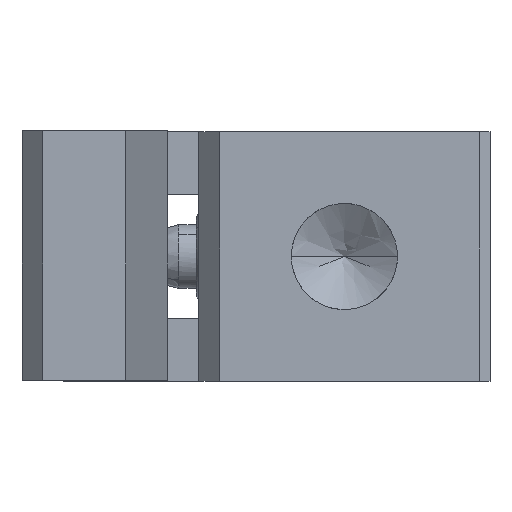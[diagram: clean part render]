
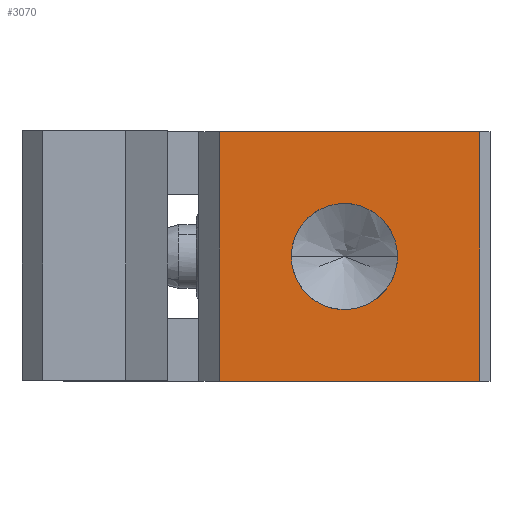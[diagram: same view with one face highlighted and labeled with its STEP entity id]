
A CAD part, left-side view. The second image highlights one B-rep face of the part: STEP entity #3070.
In plain terms, the highlighted free-form (B-spline) face has degree [1, 1] with [2, 2] control points.
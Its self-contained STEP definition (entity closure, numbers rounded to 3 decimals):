
#126 = FACE_OUTER_BOUND ( 'NONE', #6538, .T. ) ;
#233 = EDGE_CURVE ( 'NONE', #5572, #3472, #5536, .T. ) ;
#255 = CARTESIAN_POINT ( 'NONE',  ( -5., 6.5, -6. ) ) ;
#270 = ORIENTED_EDGE ( 'NONE', *, *, #2028, .F. ) ;
#351 = CARTESIAN_POINT ( 'NONE',  ( -5., 6.5, -6. ) ) ;
#623 = CARTESIAN_POINT ( 'NONE',  ( -5., 19., 6. ) ) ;
#712 = ORIENTED_EDGE ( 'NONE', *, *, #1913, .F. ) ;
#934 = B_SPLINE_CURVE_WITH_KNOTS ( 'NONE', 1,
 ( #3707, #4684 ),
 .UNSPECIFIED., .F., .F.,
 ( 2, 2 ),
 ( 0., 1. ),
 .UNSPECIFIED. ) ;
#1144 = FACE_BOUND ( 'NONE', #1668, .T. ) ;
#1293 = VERTEX_POINT ( 'NONE', #2975 ) ;
#1497 = CARTESIAN_POINT ( 'NONE',  ( -5., 10.447, 0. ) ) ;
#1592 = CARTESIAN_POINT ( 'NONE',  ( -5., 6.5, -6. ) ) ;
#1668 = EDGE_LOOP ( 'NONE', ( #712, #3139 ) ) ;
#1831 =( BOUNDED_CURVE ( )  B_SPLINE_CURVE ( 3, ( #1497, #5191, #3618, #6221 ),
 .UNSPECIFIED., .F., .T. ) 
 B_SPLINE_CURVE_WITH_KNOTS ( ( 4, 4 ),
 ( -3.142, 0. ),
 .UNSPECIFIED. ) 
 CURVE ( )  GEOMETRIC_REPRESENTATION_ITEM ( )  RATIONAL_B_SPLINE_CURVE ( ( 1., 0.333, 0.333, 1. ) ) 
 REPRESENTATION_ITEM ( '' )  );
#1877 = VERTEX_POINT ( 'NONE', #2022 ) ;
#1913 = EDGE_CURVE ( 'NONE', #3111, #1293, #1831, .T. ) ;
#1945 = CARTESIAN_POINT ( 'NONE',  ( -5., 13., -2.553 ) ) ;
#2022 = CARTESIAN_POINT ( 'NONE',  ( -5., 19., -6. ) ) ;
#2028 = EDGE_CURVE ( 'NONE', #3472, #1877, #5113, .T. ) ;
#2306 = EDGE_CURVE ( 'NONE', #5871, #5572, #5554, .T. ) ;
#2695 = EDGE_CURVE ( 'NONE', #1877, #5871, #934, .T. ) ;
#2798 = CARTESIAN_POINT ( 'NONE',  ( -5., 10.447, 0. ) ) ;
#2975 = CARTESIAN_POINT ( 'NONE',  ( -5., 15.553, 0. ) ) ;
#3070 = ADVANCED_FACE ( 'NONE', ( #1144, #126 ), #3885, .F. ) ;
#3111 = VERTEX_POINT ( 'NONE', #2798 ) ;
#3139 = ORIENTED_EDGE ( 'NONE', *, *, #4227, .F. ) ;
#3228 = CARTESIAN_POINT ( 'NONE',  ( -5., 6.5, 6. ) ) ;
#3452 = CARTESIAN_POINT ( 'NONE',  ( -5., 15.553, 0. ) ) ;
#3472 = VERTEX_POINT ( 'NONE', #351 ) ;
#3618 = CARTESIAN_POINT ( 'NONE',  ( -5., 15.553, 5.105 ) ) ;
#3707 = CARTESIAN_POINT ( 'NONE',  ( -5., 19., -6. ) ) ;
#3748 = ORIENTED_EDGE ( 'NONE', *, *, #2695, .F. ) ;
#3885 = B_SPLINE_SURFACE_WITH_KNOTS ( 'NONE', 1, 1, ( 
 ( #6316, #4261 ),
 ( #6372, #255 ) ),
 .UNSPECIFIED., .F., .F., .F.,
 ( 2, 2 ),
 ( 2, 2 ),
 ( 0., 1. ),
 ( 0., 1. ),
 .UNSPECIFIED. ) ;
#3947 = ORIENTED_EDGE ( 'NONE', *, *, #2306, .F. ) ;
#3982 = ORIENTED_EDGE ( 'NONE', *, *, #233, .F. ) ;
#4133 = CARTESIAN_POINT ( 'NONE',  ( -5., 6.5, 6. ) ) ;
#4227 = EDGE_CURVE ( 'NONE', #1293, #3111, #6100, .T. ) ;
#4261 = CARTESIAN_POINT ( 'NONE',  ( -5., 19., -6. ) ) ;
#4461 = CARTESIAN_POINT ( 'NONE',  ( -5., 15.553, -1.495 ) ) ;
#4684 = CARTESIAN_POINT ( 'NONE',  ( -5., 19., 6. ) ) ;
#4997 = CARTESIAN_POINT ( 'NONE',  ( -5., 14.495, -2.553 ) ) ;
#5113 = B_SPLINE_CURVE_WITH_KNOTS ( 'NONE', 1,
 ( #6349, #5292 ),
 .UNSPECIFIED., .F., .F.,
 ( 2, 2 ),
 ( 0., 1. ),
 .UNSPECIFIED. ) ;
#5126 = CARTESIAN_POINT ( 'NONE',  ( -5., 6.5, 6. ) ) ;
#5191 = CARTESIAN_POINT ( 'NONE',  ( -5., 10.447, 5.105 ) ) ;
#5292 = CARTESIAN_POINT ( 'NONE',  ( -5., 19., -6. ) ) ;
#5329 = CARTESIAN_POINT ( 'NONE',  ( -5., 19., 6. ) ) ;
#5486 = CARTESIAN_POINT ( 'NONE',  ( -5., 11.505, -2.553 ) ) ;
#5536 = B_SPLINE_CURVE_WITH_KNOTS ( 'NONE', 1,
 ( #5126, #1592 ),
 .UNSPECIFIED., .F., .F.,
 ( 2, 2 ),
 ( 0., 1. ),
 .UNSPECIFIED. ) ;
#5554 = B_SPLINE_CURVE_WITH_KNOTS ( 'NONE', 1,
 ( #623, #4133 ),
 .UNSPECIFIED., .F., .F.,
 ( 2, 2 ),
 ( 0., 1. ),
 .UNSPECIFIED. ) ;
#5572 = VERTEX_POINT ( 'NONE', #3228 ) ;
#5871 = VERTEX_POINT ( 'NONE', #5329 ) ;
#6017 = CARTESIAN_POINT ( 'NONE',  ( -5., 10.447, -1.495 ) ) ;
#6100 =( BOUNDED_CURVE ( )  B_SPLINE_CURVE ( 3, ( #3452, #4461, #4997, #1945, #5486, #6017, #6526 ),
 .UNSPECIFIED., .F., .F. ) 
 B_SPLINE_CURVE_WITH_KNOTS ( ( 4, 3, 4 ),
 ( -3.142, -1.571, 0. ),
 .UNSPECIFIED. ) 
 CURVE ( )  GEOMETRIC_REPRESENTATION_ITEM ( )  RATIONAL_B_SPLINE_CURVE ( ( 1., 0.805, 0.805, 1., 0.805, 0.805, 1. ) ) 
 REPRESENTATION_ITEM ( '' )  );
#6221 = CARTESIAN_POINT ( 'NONE',  ( -5., 15.553, 0. ) ) ;
#6316 = CARTESIAN_POINT ( 'NONE',  ( -5., 19., 6. ) ) ;
#6349 = CARTESIAN_POINT ( 'NONE',  ( -5., 6.5, -6. ) ) ;
#6372 = CARTESIAN_POINT ( 'NONE',  ( -5., 6.5, 6. ) ) ;
#6526 = CARTESIAN_POINT ( 'NONE',  ( -5., 10.447, 0. ) ) ;
#6538 = EDGE_LOOP ( 'NONE', ( #3748, #270, #3982, #3947 ) ) ;
